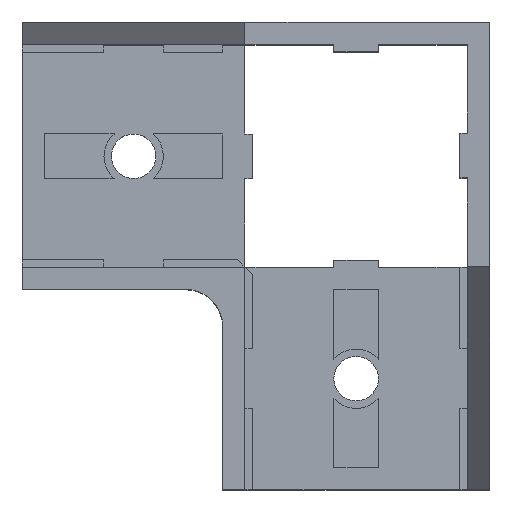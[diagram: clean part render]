
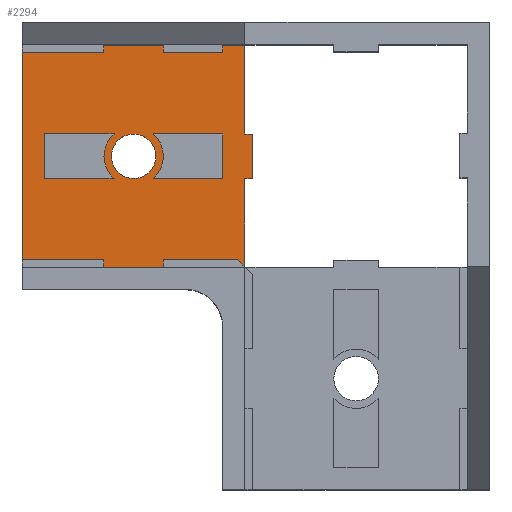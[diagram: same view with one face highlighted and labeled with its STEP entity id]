
A CAD part, top view. The second image highlights one B-rep face of the part: STEP entity #2294.
In plain terms, the highlighted planar face has unit normal (0, 0, 1).
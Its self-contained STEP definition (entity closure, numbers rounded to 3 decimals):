
#85=FACE_BOUND('',#411,.T.);
#86=FACE_BOUND('',#412,.T.);
#87=FACE_BOUND('',#413,.T.);
#146=CIRCLE('',#2475,4.);
#148=CIRCLE('',#2483,4.);
#151=CIRCLE('',#2494,3.);
#269=FACE_OUTER_BOUND('',#410,.T.);
#410=EDGE_LOOP('',(#2045,#2046,#2047,#2048,#2049,#2050,#2051,#2052));
#411=EDGE_LOOP('',(#2053,#2054,#2055,#2056));
#412=EDGE_LOOP('',(#2057,#2058,#2059,#2060));
#413=EDGE_LOOP('',(#2061));
#435=LINE('',#3160,#680);
#441=LINE('',#3172,#686);
#442=LINE('',#3174,#687);
#446=LINE('',#3181,#691);
#447=LINE('',#3183,#692);
#534=LINE('',#3423,#779);
#551=LINE('',#3462,#796);
#568=LINE('',#3512,#813);
#636=LINE('',#3724,#881);
#641=LINE('',#3738,#886);
#644=LINE('',#3743,#889);
#646=LINE('',#3749,#891);
#650=LINE('',#3757,#895);
#654=LINE('',#3768,#899);
#680=VECTOR('',#2529,10.);
#686=VECTOR('',#2537,10.);
#687=VECTOR('',#2540,10.);
#691=VECTOR('',#2546,10.);
#692=VECTOR('',#2549,10.);
#779=VECTOR('',#2762,10.);
#796=VECTOR('',#2795,10.);
#813=VECTOR('',#2850,10.);
#881=VECTOR('',#3046,10.);
#886=VECTOR('',#3059,10.);
#889=VECTOR('',#3064,10.);
#891=VECTOR('',#3070,10.);
#895=VECTOR('',#3076,10.);
#899=VECTOR('',#3088,10.);
#917=VERTEX_POINT('',#3146);
#920=VERTEX_POINT('',#3156);
#922=VERTEX_POINT('',#3159);
#925=VERTEX_POINT('',#3166);
#927=VERTEX_POINT('',#3170);
#929=VERTEX_POINT('',#3179);
#1018=VERTEX_POINT('',#3420);
#1019=VERTEX_POINT('',#3422);
#1102=VERTEX_POINT('',#3722);
#1103=VERTEX_POINT('',#3723);
#1106=VERTEX_POINT('',#3731);
#1108=VERTEX_POINT('',#3737);
#1110=VERTEX_POINT('',#3747);
#1111=VERTEX_POINT('',#3748);
#1114=VERTEX_POINT('',#3756);
#1116=VERTEX_POINT('',#3762);
#1120=VERTEX_POINT('',#3786);
#1139=EDGE_CURVE('',#920,#922,#435,.T.);
#1145=EDGE_CURVE('',#925,#927,#441,.T.);
#1146=EDGE_CURVE('',#922,#927,#442,.T.);
#1150=EDGE_CURVE('',#920,#929,#446,.T.);
#1151=EDGE_CURVE('',#917,#925,#447,.T.);
#1270=EDGE_CURVE('',#1019,#1018,#534,.T.);
#1290=EDGE_CURVE('',#1018,#917,#551,.T.);
#1315=EDGE_CURVE('',#929,#1019,#568,.T.);
#1411=EDGE_CURVE('',#1102,#1103,#636,.T.);
#1415=EDGE_CURVE('',#1106,#1102,#146,.T.);
#1418=EDGE_CURVE('',#1103,#1108,#641,.T.);
#1421=EDGE_CURVE('',#1108,#1106,#644,.T.);
#1423=EDGE_CURVE('',#1110,#1111,#646,.T.);
#1427=EDGE_CURVE('',#1114,#1110,#650,.T.);
#1430=EDGE_CURVE('',#1111,#1116,#148,.T.);
#1433=EDGE_CURVE('',#1116,#1114,#654,.T.);
#1442=EDGE_CURVE('',#1120,#1120,#151,.T.);
#2045=ORIENTED_EDGE('',*,*,#1151,.T.);
#2046=ORIENTED_EDGE('',*,*,#1145,.T.);
#2047=ORIENTED_EDGE('',*,*,#1146,.F.);
#2048=ORIENTED_EDGE('',*,*,#1139,.F.);
#2049=ORIENTED_EDGE('',*,*,#1150,.T.);
#2050=ORIENTED_EDGE('',*,*,#1315,.T.);
#2051=ORIENTED_EDGE('',*,*,#1270,.T.);
#2052=ORIENTED_EDGE('',*,*,#1290,.T.);
#2053=ORIENTED_EDGE('',*,*,#1415,.T.);
#2054=ORIENTED_EDGE('',*,*,#1411,.T.);
#2055=ORIENTED_EDGE('',*,*,#1418,.T.);
#2056=ORIENTED_EDGE('',*,*,#1421,.T.);
#2057=ORIENTED_EDGE('',*,*,#1427,.T.);
#2058=ORIENTED_EDGE('',*,*,#1423,.T.);
#2059=ORIENTED_EDGE('',*,*,#1430,.T.);
#2060=ORIENTED_EDGE('',*,*,#1433,.T.);
#2061=ORIENTED_EDGE('',*,*,#1442,.T.);
#2176=PLANE('',#2496);
#2294=ADVANCED_FACE('',(#269,#85,#86,#87),#2176,.T.);
#2475=AXIS2_PLACEMENT_3D('',#3732,#3052,#3053);
#2483=AXIS2_PLACEMENT_3D('',#3763,#3081,#3082);
#2494=AXIS2_PLACEMENT_3D('',#3787,#3112,#3113);
#2496=AXIS2_PLACEMENT_3D('',#3791,#3117,#3118);
#2529=DIRECTION('',(1.,0.,0.));
#2537=DIRECTION('',(1.,0.,0.));
#2540=DIRECTION('',(0.,-1.,0.));
#2546=DIRECTION('',(0.,1.,0.));
#2549=DIRECTION('',(0.,1.,0.));
#2762=DIRECTION('',(0.,-1.,0.));
#2795=DIRECTION('',(1.,0.,0.));
#2850=DIRECTION('',(-1.,0.,0.));
#3046=DIRECTION('',(1.,0.,0.));
#3052=DIRECTION('center_axis',(0.,0.,
1.));
#3053=DIRECTION('ref_axis',(0.,1.,0.));
#3059=DIRECTION('',(0.,-1.,0.));
#3064=DIRECTION('',(-1.,0.,0.));
#3070=DIRECTION('',(1.,0.,0.));
#3076=DIRECTION('',(0.,1.,0.));
#3081=DIRECTION('center_axis',(0.,0.,
1.));
#3082=DIRECTION('ref_axis',(0.,1.,0.));
#3088=DIRECTION('',(-1.,0.,0.));
#3112=DIRECTION('center_axis',(0.,0.,
-1.));
#3113=DIRECTION('ref_axis',(0.,1.,0.));
#3117=DIRECTION('center_axis',(0.,0.,
1.));
#3118=DIRECTION('ref_axis',(0.,1.,0.));
#3146=CARTESIAN_POINT('',(-33.,-99.,-63.));
#3156=CARTESIAN_POINT('',(-33.,-81.,-63.));
#3159=CARTESIAN_POINT('',(-32.,-81.,-63.));
#3160=CARTESIAN_POINT('',(-33.,-81.,-63.));
#3166=CARTESIAN_POINT('',(-33.,-87.,-63.));
#3170=CARTESIAN_POINT('',(-32.,-87.,-63.));
#3172=CARTESIAN_POINT('',(-33.,-87.,-63.));
#3174=CARTESIAN_POINT('',(-32.,-69.,-63.));
#3179=CARTESIAN_POINT('',(-33.,-69.,-63.));
#3181=CARTESIAN_POINT('',(-33.,-99.,-63.));
#3183=CARTESIAN_POINT('',(-33.,-99.,-63.));
#3420=CARTESIAN_POINT('',(-63.,-99.,-63.));
#3422=CARTESIAN_POINT('',(-63.,-69.,-63.));
#3423=CARTESIAN_POINT('',(-63.,-99.,-63.));
#3462=CARTESIAN_POINT('',(-33.,-99.,-63.));
#3512=CARTESIAN_POINT('',(-63.,-69.,-63.));
#3722=CARTESIAN_POINT('',(-45.354,-81.,-63.));
#3723=CARTESIAN_POINT('',(-36.,-81.,-63.));
#3724=CARTESIAN_POINT('',(-34.5,-81.,-63.));
#3731=CARTESIAN_POINT('',(-45.354,-87.,-63.));
#3732=CARTESIAN_POINT('Origin',(-48.,-84.,-63.));
#3737=CARTESIAN_POINT('',(-36.,-87.,-63.));
#3738=CARTESIAN_POINT('',(-36.,-93.,-63.));
#3743=CARTESIAN_POINT('',(-39.177,-87.,-63.));
#3747=CARTESIAN_POINT('',(-60.,-81.,-63.));
#3748=CARTESIAN_POINT('',(-50.646,-81.,-63.));
#3749=CARTESIAN_POINT('',(-41.823,-81.,-63.));
#3756=CARTESIAN_POINT('',(-60.,-87.,-63.));
#3757=CARTESIAN_POINT('',(-60.,-90.,-63.));
#3762=CARTESIAN_POINT('',(-50.646,-87.,-63.));
#3763=CARTESIAN_POINT('Origin',(-48.,-84.,-63.));
#3768=CARTESIAN_POINT('',(-46.5,-87.,-63.));
#3786=CARTESIAN_POINT('',(-48.,-87.,-63.));
#3787=CARTESIAN_POINT('Origin',(-48.,-84.,-63.));
#3791=CARTESIAN_POINT('Origin',(-33.,-99.,-63.));
